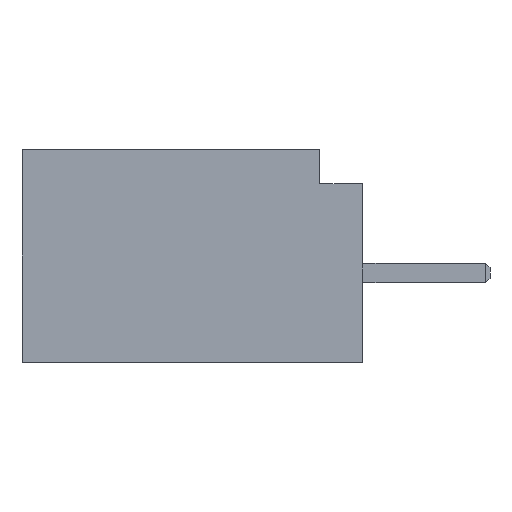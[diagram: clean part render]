
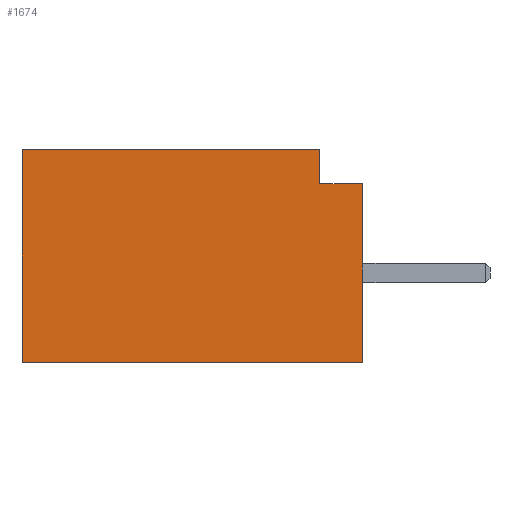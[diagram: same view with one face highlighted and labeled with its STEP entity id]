
A CAD part, left-side view. The second image highlights one B-rep face of the part: STEP entity #1674.
In plain terms, the highlighted planar face has unit normal (-1, 0, 0).
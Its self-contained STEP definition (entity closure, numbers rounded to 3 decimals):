
#538=CARTESIAN_POINT('Vertex',(0.,0.,-5.)) ;
#541=CARTESIAN_POINT('Line Origine',(0.,4.,-5.)) ;
#545=CARTESIAN_POINT('Vertex',(0.,8.,-5.)) ;
#807=CARTESIAN_POINT('Line Origine',(0.,8.,-2.5)) ;
#811=CARTESIAN_POINT('Vertex',(0.,8.,0.)) ;
#888=CARTESIAN_POINT('Vertex',(0.,1.,0.)) ;
#891=CARTESIAN_POINT('Line Origine',(0.,1.,-0.4)) ;
#895=CARTESIAN_POINT('Vertex',(0.,1.,-0.8)) ;
#1636=CARTESIAN_POINT('Vertex',(0.,0.,-0.8)) ;
#1639=CARTESIAN_POINT('Line Origine',(0.,0.,-2.9)) ;
#1651=CARTESIAN_POINT('Axis2P3D Location',(0.,8.,0.)) ;
#1656=CARTESIAN_POINT('Line Origine',(0.,0.5,-0.8)) ;
#1661=CARTESIAN_POINT('Line Origine',(0.,4.5,0.)) ;
#542=DIRECTION('Vector Direction',(0.,-1.,0.)) ;
#808=DIRECTION('Vector Direction',(0.,0.,1.)) ;
#892=DIRECTION('Vector Direction',(0.,0.,1.)) ;
#1640=DIRECTION('Vector Direction',(0.,0.,1.)) ;
#1652=DIRECTION('Axis2P3D Direction',(1.,-0.,0.)) ;
#1653=DIRECTION('Axis2P3D XDirection',(0.,0.,-1.)) ;
#1657=DIRECTION('Vector Direction',(0.,1.,0.)) ;
#1662=DIRECTION('Vector Direction',(0.,-1.,0.)) ;
#1654=AXIS2_PLACEMENT_3D('Plane Axis2P3D',#1651,#1652,#1653) ;
#1667=ORIENTED_EDGE('',*,*,#1660,.T.) ;
#1668=ORIENTED_EDGE('',*,*,#897,.T.) ;
#1669=ORIENTED_EDGE('',*,*,#1665,.F.) ;
#1670=ORIENTED_EDGE('',*,*,#813,.F.) ;
#1671=ORIENTED_EDGE('',*,*,#547,.T.) ;
#1672=ORIENTED_EDGE('',*,*,#1643,.T.) ;
#543=VECTOR('Line Direction',#542,1.) ;
#809=VECTOR('Line Direction',#808,1.) ;
#893=VECTOR('Line Direction',#892,1.) ;
#1641=VECTOR('Line Direction',#1640,1.) ;
#1658=VECTOR('Line Direction',#1657,1.) ;
#1663=VECTOR('Line Direction',#1662,1.) ;
#1674=ADVANCED_FACE('Chanfrein2',(#1673),#1655,.F.) ;
#547=EDGE_CURVE('',#546,#539,#544,.T.) ;
#813=EDGE_CURVE('',#546,#812,#810,.T.) ;
#897=EDGE_CURVE('',#896,#889,#894,.T.) ;
#1643=EDGE_CURVE('',#539,#1637,#1642,.T.) ;
#1660=EDGE_CURVE('',#1637,#896,#1659,.T.) ;
#1665=EDGE_CURVE('',#812,#889,#1664,.T.) ;
#1666=EDGE_LOOP('',(#1667,#1668,#1669,#1670,#1671,#1672)) ;
#1673=FACE_OUTER_BOUND('',#1666,.T.) ;
#544=LINE('Line',#541,#543) ;
#810=LINE('Line',#807,#809) ;
#894=LINE('Line',#891,#893) ;
#1642=LINE('Line',#1639,#1641) ;
#1659=LINE('Line',#1656,#1658) ;
#1664=LINE('Line',#1661,#1663) ;
#1655=PLANE('Plane',#1654) ;
#539=VERTEX_POINT('',#538) ;
#546=VERTEX_POINT('',#545) ;
#812=VERTEX_POINT('',#811) ;
#889=VERTEX_POINT('',#888) ;
#896=VERTEX_POINT('',#895) ;
#1637=VERTEX_POINT('',#1636) ;
